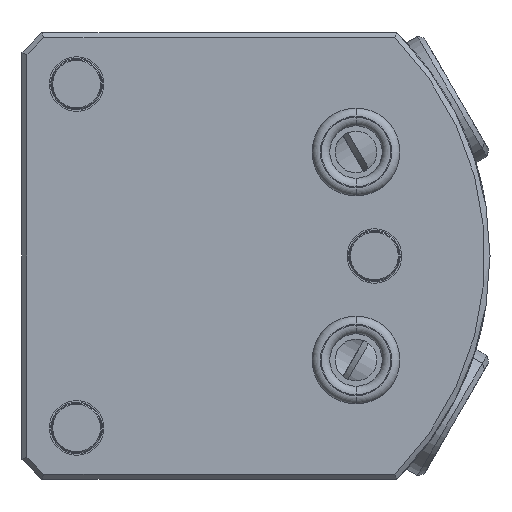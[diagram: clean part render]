
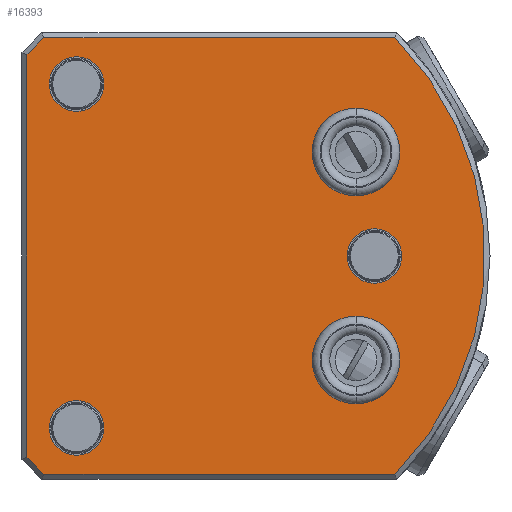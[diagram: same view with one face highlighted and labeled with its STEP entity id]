
A CAD part, front view. The second image highlights one B-rep face of the part: STEP entity #16393.
In plain terms, the highlighted planar face has unit normal (0, -1, 0).
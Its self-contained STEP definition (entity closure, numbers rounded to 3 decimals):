
#322 = ORIENTED_EDGE ( 'NONE', *, *, #16269, .F. ) ;
#339 = EDGE_LOOP ( 'NONE', ( #14340, #13667 ) ) ;
#456 = DIRECTION ( 'NONE',  ( 0., 0., 1. ) ) ;
#466 = ORIENTED_EDGE ( 'NONE', *, *, #10014, .F. ) ;
#710 = DIRECTION ( 'NONE',  ( -0.707, 0., -0.707 ) ) ;
#762 = EDGE_CURVE ( 'NONE', #1977, #9094, #11477, .T. ) ;
#773 = CARTESIAN_POINT ( 'NONE',  ( -10., 0., -17.32 ) ) ;
#875 = EDGE_LOOP ( 'NONE', ( #14826, #466 ) ) ;
#1181 = CARTESIAN_POINT ( 'NONE',  ( 0., 0., -22. ) ) ;
#1226 = EDGE_CURVE ( 'NONE', #4415, #1720, #1530, .T. ) ;
#1232 = EDGE_CURVE ( 'NONE', #4869, #10879, #7234, .T. ) ;
#1320 = AXIS2_PLACEMENT_3D ( 'NONE', #3277, #2060, #13695 ) ;
#1335 = CARTESIAN_POINT ( 'NONE',  ( 20., 0., -2.75 ) ) ;
#1341 = CARTESIAN_POINT ( 'NONE',  ( 20., 0., 0. ) ) ;
#1368 = DIRECTION ( 'NONE',  ( 0., 0., -1. ) ) ;
#1449 = CARTESIAN_POINT ( 'NONE',  ( -15., 0., 0. ) ) ;
#1530 = CIRCLE ( 'NONE', #3168, 2.75 ) ;
#1720 = VERTEX_POINT ( 'NONE', #1335 ) ;
#1731 = CARTESIAN_POINT ( 'NONE',  ( 18.15, 0., -10.48 ) ) ;
#1733 = ORIENTED_EDGE ( 'NONE', *, *, #13749, .T. ) ;
#1935 = VERTEX_POINT ( 'NONE', #7857 ) ;
#1977 = VERTEX_POINT ( 'NONE', #12136 ) ;
#1985 = FACE_BOUND ( 'NONE', #10758, .T. ) ;
#2060 = DIRECTION ( 'NONE',  ( 0., -1., 0. ) ) ;
#2185 = CARTESIAN_POINT ( 'NONE',  ( 18.15, 0., 14.905 ) ) ;
#2306 = EDGE_LOOP ( 'NONE', ( #11484, #11501 ) ) ;
#2339 = CARTESIAN_POINT ( 'NONE',  ( -17.646, 0., -17.646 ) ) ;
#2374 = CIRCLE ( 'NONE', #7795, 4.425 ) ;
#2549 = ORIENTED_EDGE ( 'NONE', *, *, #8305, .T. ) ;
#2669 = CARTESIAN_POINT ( 'NONE',  ( -15., 0., -20.293 ) ) ;
#2835 = DIRECTION ( 'NONE',  ( 0., 0., -1. ) ) ;
#3168 = AXIS2_PLACEMENT_3D ( 'NONE', #1341, #11344, #13922 ) ;
#3181 = DIRECTION ( 'NONE',  ( 0., 1., 0. ) ) ;
#3271 = EDGE_CURVE ( 'NONE', #9303, #8011, #4801, .T. ) ;
#3277 = CARTESIAN_POINT ( 'NONE',  ( 0., 0., 0. ) ) ;
#3496 = DIRECTION ( 'NONE',  ( 0., 0., 1. ) ) ;
#3793 = EDGE_CURVE ( 'NONE', #1720, #4415, #4561, .T. ) ;
#3980 = DIRECTION ( 'NONE',  ( 0., -1., 0. ) ) ;
#4000 = VECTOR ( 'NONE', #11552, 1000. ) ;
#4039 = AXIS2_PLACEMENT_3D ( 'NONE', #14095, #7732, #14187 ) ;
#4095 = EDGE_CURVE ( 'NONE', #13796, #12798, #4956, .T. ) ;
#4386 = DIRECTION ( 'NONE',  ( 0., -1., 0. ) ) ;
#4415 = VERTEX_POINT ( 'NONE', #16345 ) ;
#4561 = CIRCLE ( 'NONE', #13613, 2.75 ) ;
#4568 = EDGE_CURVE ( 'NONE', #9094, #1977, #9764, .T. ) ;
#4723 = CARTESIAN_POINT ( 'NONE',  ( -17.646, 0., 17.646 ) ) ;
#4801 = CIRCLE ( 'NONE', #6962, 4.425 ) ;
#4869 = VERTEX_POINT ( 'NONE', #8932 ) ;
#4888 = PLANE ( 'NONE',  #1320 ) ;
#4925 = EDGE_CURVE ( 'NONE', #1935, #13796, #15785, .T. ) ;
#4956 = LINE ( 'NONE', #8857, #7269 ) ;
#4976 = VERTEX_POINT ( 'NONE', #15169 ) ;
#5253 = ORIENTED_EDGE ( 'NONE', *, *, #4568, .T. ) ;
#5763 = AXIS2_PLACEMENT_3D ( 'NONE', #14809, #3181, #456 ) ;
#5969 = CARTESIAN_POINT ( 'NONE',  ( -10., 0., -17.32 ) ) ;
#5992 = FACE_OUTER_BOUND ( 'NONE', #10940, .T. ) ;
#6047 = ORIENTED_EDGE ( 'NONE', *, *, #8406, .T. ) ;
#6073 = FACE_BOUND ( 'NONE', #875, .T. ) ;
#6239 = FACE_BOUND ( 'NONE', #13526, .T. ) ;
#6746 = DIRECTION ( 'NONE',  ( 0., 0., 1. ) ) ;
#6921 = CARTESIAN_POINT ( 'NONE',  ( 18.15, 0., 10.48 ) ) ;
#6962 = AXIS2_PLACEMENT_3D ( 'NONE', #14623, #14722, #2835 ) ;
#7099 = DIRECTION ( 'NONE',  ( 0., -1., 0. ) ) ;
#7194 = VECTOR ( 'NONE', #710, 1000. ) ;
#7234 = CIRCLE ( 'NONE', #16540, 2.75 ) ;
#7246 = FACE_BOUND ( 'NONE', #2306, .T. ) ;
#7269 = VECTOR ( 'NONE', #12875, 1000. ) ;
#7398 = DIRECTION ( 'NONE',  ( 0., 1., 0. ) ) ;
#7718 = DIRECTION ( 'NONE',  ( 1., 0., 0. ) ) ;
#7732 = DIRECTION ( 'NONE',  ( 0., 1., 0. ) ) ;
#7744 = VECTOR ( 'NONE', #1368, 1000. ) ;
#7795 = AXIS2_PLACEMENT_3D ( 'NONE', #14323, #3980, #9192 ) ;
#7857 = CARTESIAN_POINT ( 'NONE',  ( 22.053, 0., -22. ) ) ;
#8011 = VERTEX_POINT ( 'NONE', #9865 ) ;
#8305 = EDGE_CURVE ( 'NONE', #12798, #10383, #8725, .T. ) ;
#8406 = EDGE_CURVE ( 'NONE', #10383, #15155, #10402, .T. ) ;
#8718 = FACE_BOUND ( 'NONE', #339, .T. ) ;
#8725 = LINE ( 'NONE', #4723, #7194 ) ;
#8857 = CARTESIAN_POINT ( 'NONE',  ( 0., 0., 22. ) ) ;
#8916 = CIRCLE ( 'NONE', #13292, 2.75 ) ;
#8932 = CARTESIAN_POINT ( 'NONE',  ( -10., 0., -14.57 ) ) ;
#9094 = VERTEX_POINT ( 'NONE', #15426 ) ;
#9192 = DIRECTION ( 'NONE',  ( 0., 0., -1. ) ) ;
#9303 = VERTEX_POINT ( 'NONE', #2185 ) ;
#9433 = CIRCLE ( 'NONE', #12166, 4.425 ) ;
#9533 = DIRECTION ( 'NONE',  ( 0., 0., -1. ) ) ;
#9764 = CIRCLE ( 'NONE', #4039, 2.75 ) ;
#9865 = CARTESIAN_POINT ( 'NONE',  ( 18.15, 0., 6.055 ) ) ;
#10014 = EDGE_CURVE ( 'NONE', #15142, #4976, #2374, .T. ) ;
#10140 = EDGE_CURVE ( 'NONE', #13427, #1935, #10302, .T. ) ;
#10291 = CARTESIAN_POINT ( 'NONE',  ( -13.293, 0., -22. ) ) ;
#10302 = LINE ( 'NONE', #1181, #11108 ) ;
#10383 = VERTEX_POINT ( 'NONE', #15073 ) ;
#10402 = LINE ( 'NONE', #1449, #7744 ) ;
#10740 = ORIENTED_EDGE ( 'NONE', *, *, #4925, .T. ) ;
#10758 = EDGE_LOOP ( 'NONE', ( #5253, #16854 ) ) ;
#10879 = VERTEX_POINT ( 'NONE', #11031 ) ;
#10937 = ORIENTED_EDGE ( 'NONE', *, *, #10140, .T. ) ;
#10940 = EDGE_LOOP ( 'NONE', ( #1733, #10937, #10740, #11219, #2549, #6047 ) ) ;
#11031 = CARTESIAN_POINT ( 'NONE',  ( -10., 0., -20.07 ) ) ;
#11038 = DIRECTION ( 'NONE',  ( 0., 0., -1. ) ) ;
#11108 = VECTOR ( 'NONE', #7718, 1000. ) ;
#11184 = DIRECTION ( 'NONE',  ( 0., 0., 1. ) ) ;
#11219 = ORIENTED_EDGE ( 'NONE', *, *, #4095, .T. ) ;
#11344 = DIRECTION ( 'NONE',  ( 0., 1., 0. ) ) ;
#11477 = CIRCLE ( 'NONE', #5763, 2.75 ) ;
#11479 = LINE ( 'NONE', #2339, #4000 ) ;
#11484 = ORIENTED_EDGE ( 'NONE', *, *, #1232, .T. ) ;
#11501 = ORIENTED_EDGE ( 'NONE', *, *, #15770, .T. ) ;
#11552 = DIRECTION ( 'NONE',  ( 0.707, 0., -0.707 ) ) ;
#11876 = CARTESIAN_POINT ( 'NONE',  ( 20., 0., 0. ) ) ;
#12088 = CARTESIAN_POINT ( 'NONE',  ( 0., 0., 0. ) ) ;
#12136 = CARTESIAN_POINT ( 'NONE',  ( -10., 0., 14.57 ) ) ;
#12166 = AXIS2_PLACEMENT_3D ( 'NONE', #1731, #7099, #11038 ) ;
#12170 = DIRECTION ( 'NONE',  ( 0., -1., 0. ) ) ;
#12496 = AXIS2_PLACEMENT_3D ( 'NONE', #6921, #4386, #13516 ) ;
#12676 = CARTESIAN_POINT ( 'NONE',  ( -13.293, 0., 22. ) ) ;
#12798 = VERTEX_POINT ( 'NONE', #12676 ) ;
#12875 = DIRECTION ( 'NONE',  ( -1., 0., 0. ) ) ;
#13123 = EDGE_CURVE ( 'NONE', #4976, #15142, #9433, .T. ) ;
#13292 = AXIS2_PLACEMENT_3D ( 'NONE', #773, #7398, #11184 ) ;
#13427 = VERTEX_POINT ( 'NONE', #10291 ) ;
#13516 = DIRECTION ( 'NONE',  ( 0., 0., -1. ) ) ;
#13526 = EDGE_LOOP ( 'NONE', ( #322, #15298 ) ) ;
#13613 = AXIS2_PLACEMENT_3D ( 'NONE', #11876, #14619, #6746 ) ;
#13667 = ORIENTED_EDGE ( 'NONE', *, *, #3793, .T. ) ;
#13695 = DIRECTION ( 'NONE',  ( 0., 0., -1. ) ) ;
#13749 = EDGE_CURVE ( 'NONE', #15155, #13427, #11479, .T. ) ;
#13796 = VERTEX_POINT ( 'NONE', #16760 ) ;
#13922 = DIRECTION ( 'NONE',  ( 0., 0., 1. ) ) ;
#14095 = CARTESIAN_POINT ( 'NONE',  ( -10., 0., 17.32 ) ) ;
#14187 = DIRECTION ( 'NONE',  ( 0., 0., 1. ) ) ;
#14323 = CARTESIAN_POINT ( 'NONE',  ( 18.15, 0., -10.48 ) ) ;
#14340 = ORIENTED_EDGE ( 'NONE', *, *, #1226, .T. ) ;
#14619 = DIRECTION ( 'NONE',  ( 0., 1., 0. ) ) ;
#14623 = CARTESIAN_POINT ( 'NONE',  ( 18.15, 0., 10.48 ) ) ;
#14722 = DIRECTION ( 'NONE',  ( 0., -1., 0. ) ) ;
#14809 = CARTESIAN_POINT ( 'NONE',  ( -10., 0., 17.32 ) ) ;
#14826 = ORIENTED_EDGE ( 'NONE', *, *, #13123, .F. ) ;
#15073 = CARTESIAN_POINT ( 'NONE',  ( -15., 0., 20.293 ) ) ;
#15142 = VERTEX_POINT ( 'NONE', #16431 ) ;
#15155 = VERTEX_POINT ( 'NONE', #2669 ) ;
#15169 = CARTESIAN_POINT ( 'NONE',  ( 18.15, 0., -14.905 ) ) ;
#15224 = CIRCLE ( 'NONE', #12496, 4.425 ) ;
#15298 = ORIENTED_EDGE ( 'NONE', *, *, #3271, .F. ) ;
#15426 = CARTESIAN_POINT ( 'NONE',  ( -10., 0., 20.07 ) ) ;
#15770 = EDGE_CURVE ( 'NONE', #10879, #4869, #8916, .T. ) ;
#15785 = CIRCLE ( 'NONE', #16871, 31.15 ) ;
#16269 = EDGE_CURVE ( 'NONE', #8011, #9303, #15224, .T. ) ;
#16345 = CARTESIAN_POINT ( 'NONE',  ( 20., 0., 2.75 ) ) ;
#16393 = ADVANCED_FACE ( 'NONE', ( #5992, #6239, #6073, #8718, #7246, #1985 ), #4888, .T. ) ;
#16431 = CARTESIAN_POINT ( 'NONE',  ( 18.15, 0., -6.055 ) ) ;
#16540 = AXIS2_PLACEMENT_3D ( 'NONE', #5969, #16869, #3496 ) ;
#16760 = CARTESIAN_POINT ( 'NONE',  ( 22.053, 0., 22. ) ) ;
#16854 = ORIENTED_EDGE ( 'NONE', *, *, #762, .T. ) ;
#16869 = DIRECTION ( 'NONE',  ( 0., 1., 0. ) ) ;
#16871 = AXIS2_PLACEMENT_3D ( 'NONE', #12088, #12170, #9533 ) ;
